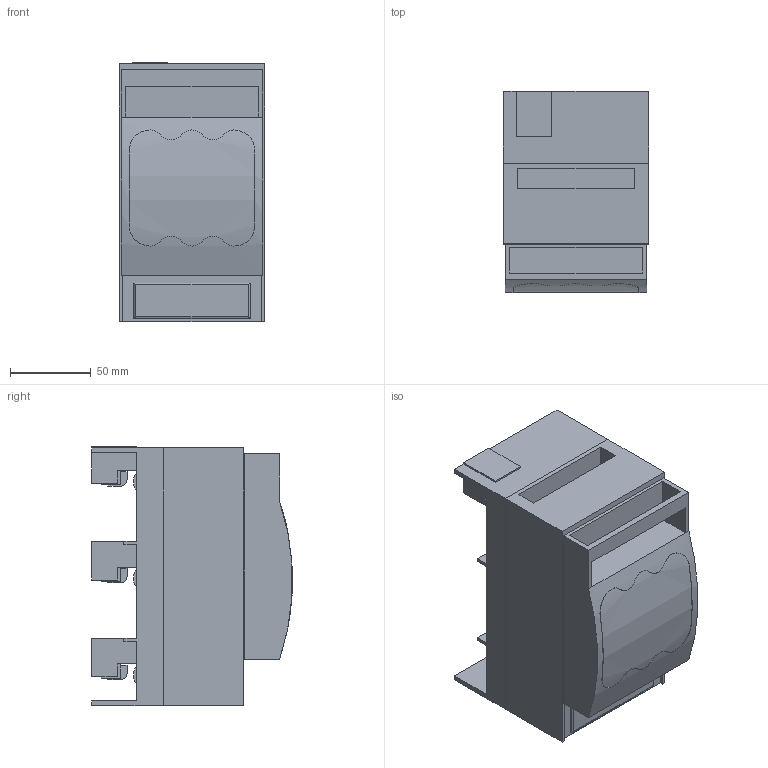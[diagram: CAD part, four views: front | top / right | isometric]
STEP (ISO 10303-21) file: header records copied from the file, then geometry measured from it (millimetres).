
FILE_DESCRIPTION(/* description */ ('STEP AP214'),/* implementation_level */ '2;1');
FILE_NAME(/* name */ '33416',/* time_stamp */ '2023-09-27T09:42:18+02:00',/* author */ ('License CC BY-ND 4.0'),/* organization */ ('CADENAS'),/* preprocessor_version */ 'ST-DEVELOPER v19.3',/* originating_system */ 'PARTsolutions',/* authorisation */ ' ');
FILE_SCHEMA (('AUTOMOTIVE_DESIGN {1 0 10303 214 3 1 1}'));
Length unit declared in the file: millimetre
Products named in the file (5): 33416; 77079000; 30022100; 30780000; 30781000
Assembly tree (4 placements, depth 2):
  33416
    77079000
    30022100
    30780000
    30781000
Bounding box: 90 x 124.62 x 161 mm (x, y, z)
Volume: 686743.2 mm3; surface area: 226055 mm2
Topology: 4 solids, 4 shells, 293 faces, 823 edges, 544 vertices
Faces by surface type: plane 237, cylinder 56
Entity records: 10943 total; most frequent: CARTESIAN_POINT 1977, ORIENTED_EDGE 1646, DIRECTION 1419, EDGE_CURVE 823, LINE 711, VECTOR 711, VERTEX_POINT 544, AXIS2_PLACEMENT_3D 354
